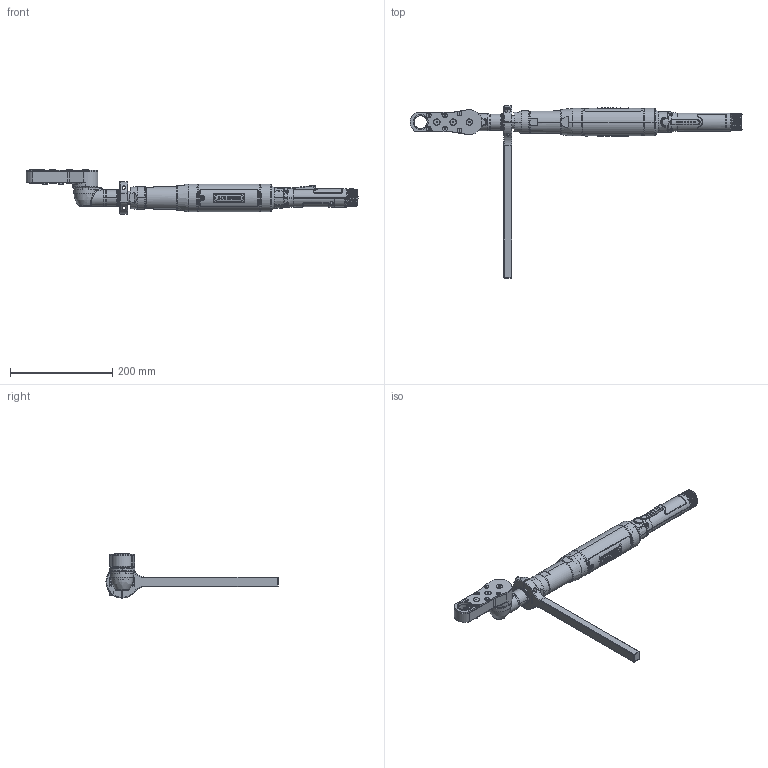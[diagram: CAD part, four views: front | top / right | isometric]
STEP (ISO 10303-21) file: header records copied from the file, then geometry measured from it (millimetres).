
FILE_DESCRIPTION((''),'2;1');
FILE_NAME('EB44LC10-88','2012-02-01T',('MAM0508'),(''),'PRO/ENGINEER BY PARAMETRIC TECHNOLOGY CORPORATION, 2010430','PRO/ENGINEER BY PARAMETRIC TECHNOLOGY CORPORATION, 2010430','');
FILE_SCHEMA(('CONFIG_CONTROL_DESIGN'));
Products named in the file (1): EB44LC10-88
Bounding box: 649.03 x 336.55 x 86.54 mm (x, y, z)
Surface area: 209370.9 mm2 (no closed solid volume)
Topology: 0 solids, 291 shells, 762 faces, 4331 edges, 3787 vertices
Faces by surface type: cylinder 305, plane 173, bspline 128, cone 79, torus 59, extrusion 16, sphere 2
Entity records: 67079 total; most frequent: CARTESIAN_POINT 37510, ORIENTED_EDGE 5187, DIRECTION 5166, EDGE_CURVE 4329, VERTEX_POINT 3787, AXIS2_PLACEMENT_3D 1838, B_SPLINE_CURVE_WITH_KNOTS 1651, VECTOR 1490
